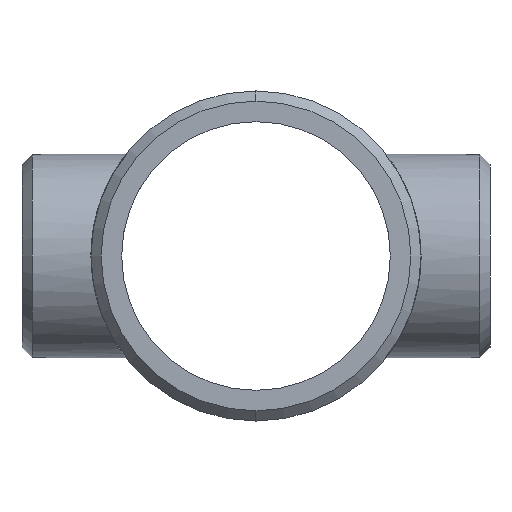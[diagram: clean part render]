
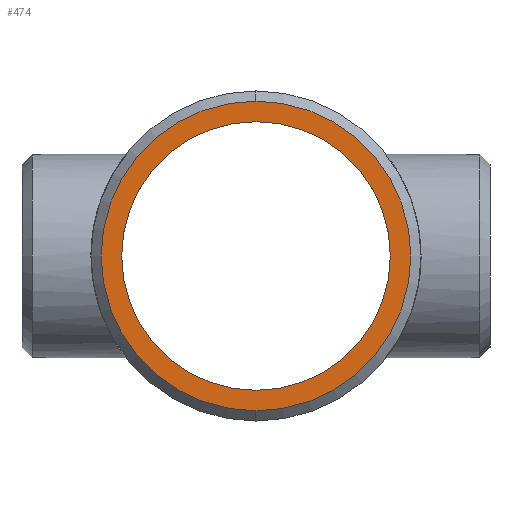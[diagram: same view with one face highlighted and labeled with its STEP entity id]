
A CAD part, left-side view. The second image highlights one B-rep face of the part: STEP entity #474.
In plain terms, the highlighted planar face has unit normal (-1, 0, 0).
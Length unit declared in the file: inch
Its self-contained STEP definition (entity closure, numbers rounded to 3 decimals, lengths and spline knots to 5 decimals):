
#64 = DIRECTION ( 'NONE',  ( 0., 0., 1. ) ) ;
#68 = EDGE_LOOP ( 'NONE', ( #1297, #713 ) ) ;
#96 = VERTEX_POINT ( 'NONE', #989 ) ;
#165 = FACE_BOUND ( 'NONE', #272, .T. ) ;
#179 = EDGE_CURVE ( 'NONE', #286, #917, #682, .T. ) ;
#270 = DIRECTION ( 'NONE',  ( 0., 0., -1. ) ) ;
#272 = EDGE_LOOP ( 'NONE', ( #407, #456 ) ) ;
#286 = VERTEX_POINT ( 'NONE', #517 ) ;
#344 = AXIS2_PLACEMENT_3D ( 'NONE', #670, #1319, #451 ) ;
#394 = AXIS2_PLACEMENT_3D ( 'NONE', #462, #421, #1215 ) ;
#407 = ORIENTED_EDGE ( 'NONE', *, *, #644, .T. ) ;
#414 = CIRCLE ( 'NONE', #1189, 5.04167 ) ;
#421 = DIRECTION ( 'NONE',  ( 1., 0., 0. ) ) ;
#442 = VERTEX_POINT ( 'NONE', #886 ) ;
#451 = DIRECTION ( 'NONE',  ( 0., 0., 1. ) ) ;
#456 = ORIENTED_EDGE ( 'NONE', *, *, #624, .T. ) ;
#462 = CARTESIAN_POINT ( 'NONE',  ( -8.5, 0., 0. ) ) ;
#474 = ADVANCED_FACE ( 'NONE', ( #1129, #165 ), #598, .T. ) ;
#487 = CARTESIAN_POINT ( 'NONE',  ( -8.5, 0., 0. ) ) ;
#517 = CARTESIAN_POINT ( 'NONE',  ( -8.5, 0., -5.04167 ) ) ;
#598 = PLANE ( 'NONE',  #1047 ) ;
#600 = DIRECTION ( 'NONE',  ( 0., 0., 1. ) ) ;
#624 = EDGE_CURVE ( 'NONE', #442, #96, #1327, .T. ) ;
#644 = EDGE_CURVE ( 'NONE', #96, #442, #1017, .T. ) ;
#670 = CARTESIAN_POINT ( 'NONE',  ( -8.5, 0., 0. ) ) ;
#682 = CIRCLE ( 'NONE', #1043, 5.04167 ) ;
#684 = DIRECTION ( 'NONE',  ( -1., 0., 0. ) ) ;
#713 = ORIENTED_EDGE ( 'NONE', *, *, #856, .T. ) ;
#793 = DIRECTION ( 'NONE',  ( -1., 0., 0. ) ) ;
#804 = CARTESIAN_POINT ( 'NONE',  ( -8.5, 0., 0. ) ) ;
#856 = EDGE_CURVE ( 'NONE', #917, #286, #414, .T. ) ;
#886 = CARTESIAN_POINT ( 'NONE',  ( -8.5, 0., -4.375 ) ) ;
#917 = VERTEX_POINT ( 'NONE', #1023 ) ;
#933 = DIRECTION ( 'NONE',  ( -1., 0., 0. ) ) ;
#989 = CARTESIAN_POINT ( 'NONE',  ( -8.5, 0., 4.375 ) ) ;
#1017 = CIRCLE ( 'NONE', #344, 4.375 ) ;
#1023 = CARTESIAN_POINT ( 'NONE',  ( -8.5, 0., 5.04167 ) ) ;
#1043 = AXIS2_PLACEMENT_3D ( 'NONE', #487, #684, #600 ) ;
#1047 = AXIS2_PLACEMENT_3D ( 'NONE', #1308, #793, #270 ) ;
#1129 = FACE_OUTER_BOUND ( 'NONE', #68, .T. ) ;
#1189 = AXIS2_PLACEMENT_3D ( 'NONE', #804, #933, #64 ) ;
#1215 = DIRECTION ( 'NONE',  ( 0., 0., 1. ) ) ;
#1297 = ORIENTED_EDGE ( 'NONE', *, *, #179, .T. ) ;
#1308 = CARTESIAN_POINT ( 'NONE',  ( -8.5, 0., 0. ) ) ;
#1319 = DIRECTION ( 'NONE',  ( 1., 0., 0. ) ) ;
#1327 = CIRCLE ( 'NONE', #394, 4.375 ) ;
